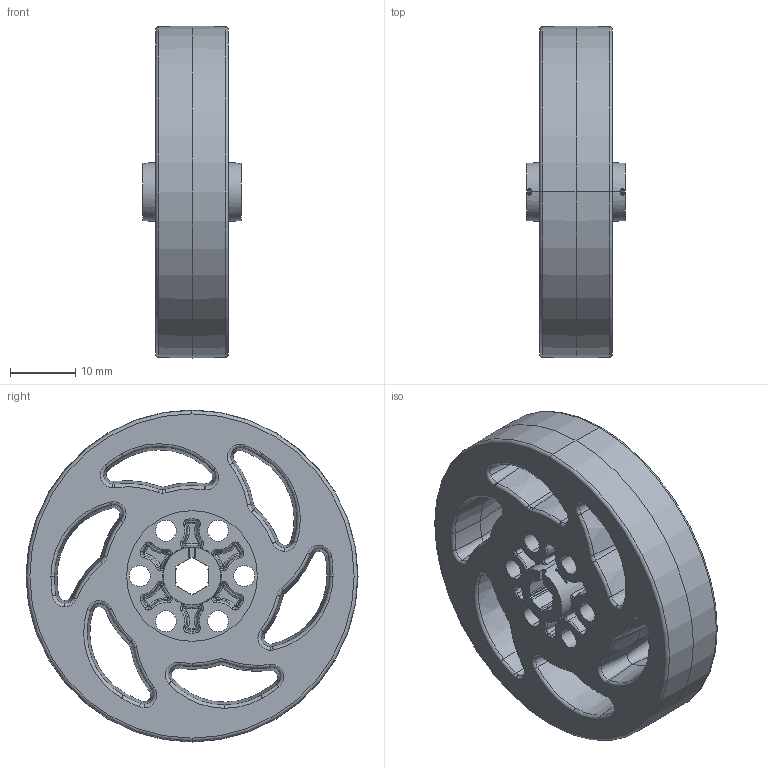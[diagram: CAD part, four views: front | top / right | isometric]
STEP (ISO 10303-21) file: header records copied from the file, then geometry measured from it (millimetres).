
FILE_DESCRIPTION (( 'STEP AP203' ), '1' );
FILE_NAME ('REV-40-2032.STEP', '2020-10-12T19:28:48', ( '' ), ( '' ), 'SwSTEP 2.0', 'SolidWorks 2019', '' );
FILE_SCHEMA (( 'CONFIG_CONTROL_DESIGN' ));
Length unit declared in the file: inch
Products named in the file (3): REV-20-1979; REV-40-2032; REV-40-2040
Assembly tree (2 placements, depth 2):
  REV-40-2032
    REV-20-1979
    REV-40-2040
Bounding box: 15 x 50.8 x 50.8 mm (x, y, z)
Volume: 16526.9 mm3; surface area: 12137.7 mm2
Topology: 2 solids, 2 shells, 1960 faces, 4955 edges, 2807 vertices
Faces by surface type: torus 908, bspline 480, cone 453, plane 90, cylinder 29
Entity records: 67891 total; most frequent: CARTESIAN_POINT 23387, DIRECTION 9658, ORIENTED_EDGE 9622, EDGE_CURVE 4811, AXIS2_PLACEMENT_3D 4574, CIRCLE 3089, VERTEX_POINT 2807, EDGE_LOOP 1988
